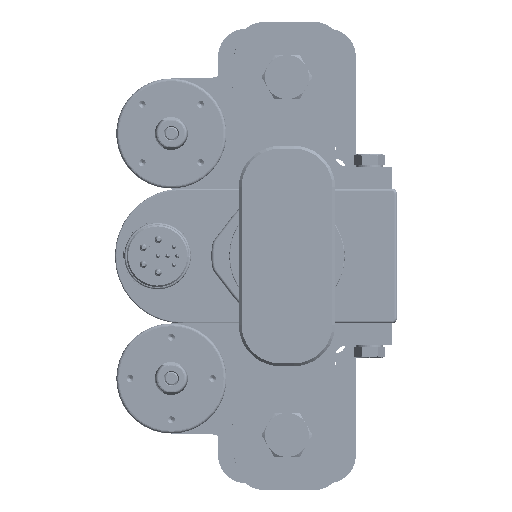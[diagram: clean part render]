
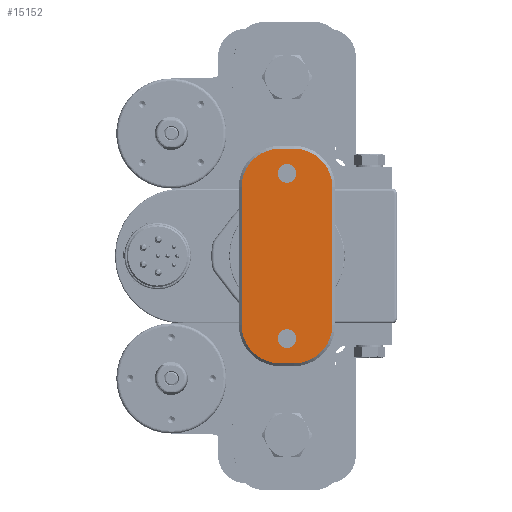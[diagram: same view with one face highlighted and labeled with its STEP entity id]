
A CAD part, left-side view. The second image highlights one B-rep face of the part: STEP entity #15152.
In plain terms, the highlighted face is planar.
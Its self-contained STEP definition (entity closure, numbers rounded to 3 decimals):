
#808 = VERTEX_POINT ( 'NONE', #2012 ) ;
#836 = EDGE_CURVE ( 'NONE', #34385, #25783, #22354, .T. ) ;
#1815 = EDGE_LOOP ( 'NONE', ( #23947 ) ) ;
#2012 = CARTESIAN_POINT ( 'NONE',  ( -39., -2.5, 15. ) ) ;
#2631 = FACE_BOUND ( 'NONE', #1815, .T. ) ;
#2894 = CARTESIAN_POINT ( 'NONE',  ( 0., 0., 15. ) ) ;
#3075 = ORIENTED_EDGE ( 'NONE', *, *, #34907, .T. ) ;
#3470 = VECTOR ( 'NONE', #48829, 1000. ) ;
#4930 = CARTESIAN_POINT ( 'NONE',  ( -39., 0., 15. ) ) ;
#5584 = CARTESIAN_POINT ( 'NONE',  ( 25., 16.5, 15. ) ) ;
#7888 = DIRECTION ( 'NONE',  ( 1., 0., 0. ) ) ;
#8137 = LINE ( 'NONE', #24375, #3470 ) ;
#9481 = CARTESIAN_POINT ( 'NONE',  ( -25., -16.5, 15. ) ) ;
#9811 = ORIENTED_EDGE ( 'NONE', *, *, #17287, .T. ) ;
#9880 = LINE ( 'NONE', #38350, #21794 ) ;
#10407 = VECTOR ( 'NONE', #17194, 1000. ) ;
#10809 = DIRECTION ( 'NONE',  ( 1., 0., 0. ) ) ;
#11259 = VERTEX_POINT ( 'NONE', #46903 ) ;
#12262 = ORIENTED_EDGE ( 'NONE', *, *, #27193, .T. ) ;
#13011 = CARTESIAN_POINT ( 'NONE',  ( 33.4, 0., 15. ) ) ;
#14543 = ORIENTED_EDGE ( 'NONE', *, *, #44778, .T. ) ;
#15013 = CARTESIAN_POINT ( 'NONE',  ( -25., -2.5, 15. ) ) ;
#15152 = ADVANCED_FACE ( 'NONE', ( #39077, #51337, #2631 ), #43352, .T. ) ;
#17194 = DIRECTION ( 'NONE',  ( 0., -1., 0. ) ) ;
#17287 = EDGE_CURVE ( 'NONE', #11259, #37782, #22269, .T. ) ;
#17869 = VECTOR ( 'NONE', #21444, 1000. ) ;
#18479 = CIRCLE ( 'NONE', #24446, 3.4 ) ;
#18659 = CIRCLE ( 'NONE', #25439, 3.4 ) ;
#20209 = CARTESIAN_POINT ( 'NONE',  ( 25., -16.5, 15. ) ) ;
#20307 = CIRCLE ( 'NONE', #46602, 14. ) ;
#20673 = CARTESIAN_POINT ( 'NONE',  ( 25., 2.5, 15. ) ) ;
#21413 = AXIS2_PLACEMENT_3D ( 'NONE', #46000, #46794, #34043 ) ;
#21444 = DIRECTION ( 'NONE',  ( 1., 0., 0. ) ) ;
#21502 = CARTESIAN_POINT ( 'NONE',  ( 39., -2.5, 15. ) ) ;
#21684 = CARTESIAN_POINT ( 'NONE',  ( -26.6, 0., 15. ) ) ;
#21794 = VECTOR ( 'NONE', #50329, 1000. ) ;
#22269 = CIRCLE ( 'NONE', #21413, 14. ) ;
#22354 = CIRCLE ( 'NONE', #50346, 14. ) ;
#22737 = DIRECTION ( 'NONE',  ( 1., 0., 0. ) ) ;
#23929 = DIRECTION ( 'NONE',  ( 1., 0., 0. ) ) ;
#23947 = ORIENTED_EDGE ( 'NONE', *, *, #39461, .F. ) ;
#24375 = CARTESIAN_POINT ( 'NONE',  ( -25., 16.5, 15. ) ) ;
#24446 = AXIS2_PLACEMENT_3D ( 'NONE', #24847, #44525, #44794 ) ;
#24614 = EDGE_CURVE ( 'NONE', #49458, #49458, #18659, .T. ) ;
#24648 = LINE ( 'NONE', #48575, #17869 ) ;
#24847 = CARTESIAN_POINT ( 'NONE',  ( -30., 0., 15. ) ) ;
#25184 = LINE ( 'NONE', #4930, #10407 ) ;
#25439 = AXIS2_PLACEMENT_3D ( 'NONE', #39235, #39513, #35532 ) ;
#25783 = VERTEX_POINT ( 'NONE', #21502 ) ;
#27193 = EDGE_CURVE ( 'NONE', #40183, #34385, #24648, .T. ) ;
#28693 = VERTEX_POINT ( 'NONE', #29036 ) ;
#29036 = CARTESIAN_POINT ( 'NONE',  ( 39., 2.5, 15. ) ) ;
#29462 = EDGE_CURVE ( 'NONE', #37782, #808, #25184, .T. ) ;
#29665 = ORIENTED_EDGE ( 'NONE', *, *, #836, .T. ) ;
#30504 = CARTESIAN_POINT ( 'NONE',  ( 25., -2.5, 15. ) ) ;
#31281 = VERTEX_POINT ( 'NONE', #5584 ) ;
#32008 = EDGE_CURVE ( 'NONE', #28693, #31281, #49679, .T. ) ;
#32135 = ORIENTED_EDGE ( 'NONE', *, *, #29462, .T. ) ;
#34043 = DIRECTION ( 'NONE',  ( 1., 0., 0. ) ) ;
#34385 = VERTEX_POINT ( 'NONE', #20209 ) ;
#34907 = EDGE_CURVE ( 'NONE', #25783, #28693, #9880, .T. ) ;
#35125 = DIRECTION ( 'NONE',  ( 0., 0., 1. ) ) ;
#35532 = DIRECTION ( 'NONE',  ( 1., 0., 0. ) ) ;
#37242 = CARTESIAN_POINT ( 'NONE',  ( -39., 2.5, 15. ) ) ;
#37782 = VERTEX_POINT ( 'NONE', #37242 ) ;
#38350 = CARTESIAN_POINT ( 'NONE',  ( 39., 0., 15. ) ) ;
#39077 = FACE_OUTER_BOUND ( 'NONE', #44570, .T. ) ;
#39235 = CARTESIAN_POINT ( 'NONE',  ( 30., 0., 15. ) ) ;
#39461 = EDGE_CURVE ( 'NONE', #49854, #49854, #18479, .T. ) ;
#39513 = DIRECTION ( 'NONE',  ( 0., 0., 1. ) ) ;
#40183 = VERTEX_POINT ( 'NONE', #9481 ) ;
#40719 = EDGE_CURVE ( 'NONE', #808, #40183, #20307, .T. ) ;
#42556 = AXIS2_PLACEMENT_3D ( 'NONE', #2894, #35125, #23929 ) ;
#42765 = EDGE_LOOP ( 'NONE', ( #45544 ) ) ;
#43352 = PLANE ( 'NONE',  #42556 ) ;
#44329 = DIRECTION ( 'NONE',  ( 0., 0., 1. ) ) ;
#44525 = DIRECTION ( 'NONE',  ( 0., 0., 1. ) ) ;
#44570 = EDGE_LOOP ( 'NONE', ( #3075, #51168, #14543, #9811, #32135, #50236, #12262, #29665 ) ) ;
#44778 = EDGE_CURVE ( 'NONE', #31281, #11259, #8137, .T. ) ;
#44794 = DIRECTION ( 'NONE',  ( 1., 0., 0. ) ) ;
#45544 = ORIENTED_EDGE ( 'NONE', *, *, #24614, .F. ) ;
#46000 = CARTESIAN_POINT ( 'NONE',  ( -25., 2.5, 15. ) ) ;
#46602 = AXIS2_PLACEMENT_3D ( 'NONE', #15013, #47198, #22737 ) ;
#46714 = DIRECTION ( 'NONE',  ( 0., 0., 1. ) ) ;
#46794 = DIRECTION ( 'NONE',  ( 0., 0., 1. ) ) ;
#46903 = CARTESIAN_POINT ( 'NONE',  ( -25., 16.5, 15. ) ) ;
#47198 = DIRECTION ( 'NONE',  ( 0., 0., 1. ) ) ;
#48015 = AXIS2_PLACEMENT_3D ( 'NONE', #20673, #44329, #7888 ) ;
#48575 = CARTESIAN_POINT ( 'NONE',  ( 25., -16.5, 15. ) ) ;
#48829 = DIRECTION ( 'NONE',  ( -1., 0., 0. ) ) ;
#49458 = VERTEX_POINT ( 'NONE', #13011 ) ;
#49679 = CIRCLE ( 'NONE', #48015, 14. ) ;
#49854 = VERTEX_POINT ( 'NONE', #21684 ) ;
#50236 = ORIENTED_EDGE ( 'NONE', *, *, #40719, .T. ) ;
#50329 = DIRECTION ( 'NONE',  ( 0., 1., 0. ) ) ;
#50346 = AXIS2_PLACEMENT_3D ( 'NONE', #30504, #46714, #10809 ) ;
#51168 = ORIENTED_EDGE ( 'NONE', *, *, #32008, .T. ) ;
#51337 = FACE_BOUND ( 'NONE', #42765, .T. ) ;
